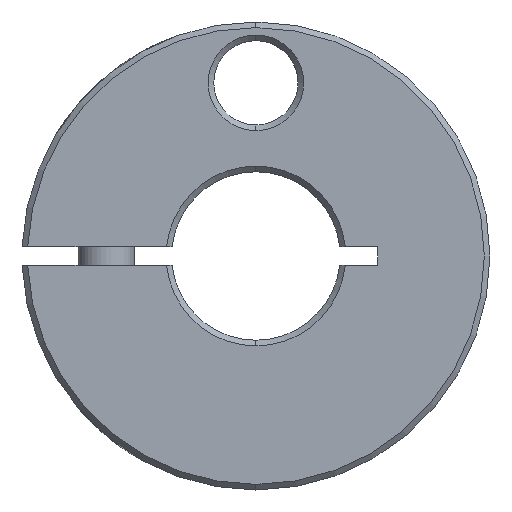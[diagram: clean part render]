
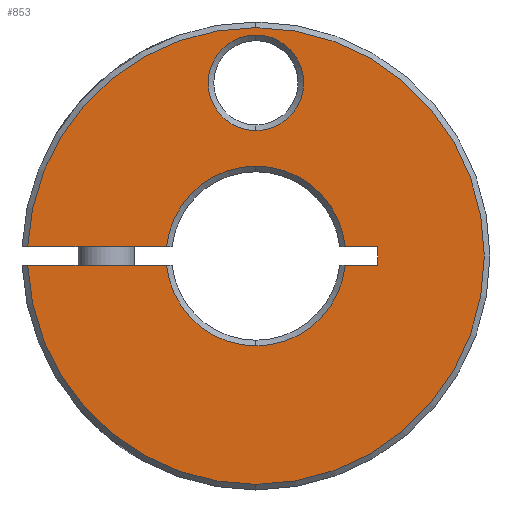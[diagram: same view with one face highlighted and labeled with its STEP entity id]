
A CAD part, front view. The second image highlights one B-rep face of the part: STEP entity #853.
In plain terms, the highlighted planar face has unit normal (0, -1, 0).
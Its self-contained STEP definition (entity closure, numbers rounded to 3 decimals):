
#387=EDGE_CURVE('',#801,#933,#1075,.T.);
#401=EDGE_CURVE('',#457,#795,#1090,.T.);
#457=VERTEX_POINT('',#1150);
#465=EDGE_CURVE('',#495,#593,#1159,.T.);
#477=EDGE_CURVE('',#499,#495,#1171,.T.);
#495=VERTEX_POINT('',#1190);
#499=VERTEX_POINT('',#1194);
#503=EDGE_CURVE('',#611,#941,#1198,.T.);
#593=VERTEX_POINT('',#1301);
#611=VERTEX_POINT('',#1319);
#613=VERTEX_POINT('',#1321);
#695=EDGE_CURVE('',#743,#593,#1410,.T.);
#699=EDGE_CURVE('',#801,#611,#1415,.T.);
#701=EDGE_CURVE('',#933,#613,#1417,.T.);
#735=EDGE_CURVE('',#613,#499,#1455,.T.);
#743=VERTEX_POINT('',#1464);
#755=EDGE_CURVE('',#457,#743,#1476,.T.);
#781=EDGE_CURVE('',#893,#941,#1503,.T.);
#795=VERTEX_POINT('',#1517);
#797=EDGE_CURVE('',#1019,#921,#1519,.T.);
#801=VERTEX_POINT('',#1523);
#835=EDGE_CURVE('',#795,#893,#1564,.T.);
#853=ADVANCED_FACE('',(#1585,#1586),#1587,.T.);
#893=VERTEX_POINT('',#1634);
#921=VERTEX_POINT('',#1664);
#933=VERTEX_POINT('',#1677);
#941=VERTEX_POINT('',#1685);
#973=EDGE_CURVE('',#921,#1019,#1721,.T.);
#1019=VERTEX_POINT('',#1777);
#1075=LINE('',#1854,#1855);
#1090=LINE('',#1874,#1875);
#1150=CARTESIAN_POINT('',(9.548,-13.0,1.0));
#1159=LINE('',#1990,#1991);
#1171=CIRCLE('',#2027,24.4);
#1190=CARTESIAN_POINT('',(-24.379,-13.0,1.0));
#1194=CARTESIAN_POINT('',(0.,-13.,24.4));
#1198=CIRCLE('',#2079,9.6);
#1301=CARTESIAN_POINT('',(-9.548,-13.0,1.0));
#1319=CARTESIAN_POINT('',(0.,-13.,-9.6));
#1321=CARTESIAN_POINT('',(0.,-13.,-24.4));
#1410=CIRCLE('',#2381,9.6);
#1415=CIRCLE('',#2387,9.6);
#1417=CIRCLE('',#2390,24.4);
#1455=CIRCLE('',#2456,24.4);
#1464=CARTESIAN_POINT('',(0.,-13.,9.6));
#1476=CIRCLE('',#2491,9.6);
#1503=LINE('',#2543,#2544);
#1517=CARTESIAN_POINT('',(13.0,-13.0,1.0));
#1519=CIRCLE('',#2566,5.1);
#1523=CARTESIAN_POINT('',(-9.548,-13.0,-1.0));
#1564=LINE('',#2658,#2659);
#1585=FACE_BOUND('',#2686,.T.);
#1586=FACE_OUTER_BOUND('',#2687,.T.);
#1587=PLANE('',#2688);
#1634=CARTESIAN_POINT('',(13.0,-13.0,-1.0));
#1664=CARTESIAN_POINT('',(0.,-13.,23.6));
#1677=CARTESIAN_POINT('',(-24.379,-13.0,-1.0));
#1685=CARTESIAN_POINT('',(9.548,-13.0,-1.0));
#1721=CIRCLE('',#2972,5.1);
#1777=CARTESIAN_POINT('',(0.,-13.,13.4));
#1854=CARTESIAN_POINT('',(6.5,-13.,-1.0));
#1855=VECTOR('',#3103,1.0);
#1874=CARTESIAN_POINT('',(-12.5,-13.,1.0));
#1875=VECTOR('',#3116,1.0);
#1990=CARTESIAN_POINT('',(-12.5,-13.,1.0));
#1991=VECTOR('',#3191,1.0);
#2027=AXIS2_PLACEMENT_3D('',#3196,#3197,#3198);
#2079=AXIS2_PLACEMENT_3D('',#3210,#3211,#3212);
#2381=AXIS2_PLACEMENT_3D('',#3452,#3453,#3454);
#2387=AXIS2_PLACEMENT_3D('',#3463,#3464,#3465);
#2390=AXIS2_PLACEMENT_3D('',#3466,#3467,#3468);
#2456=AXIS2_PLACEMENT_3D('',#3518,#3519,#3520);
#2491=AXIS2_PLACEMENT_3D('',#3538,#3539,#3540);
#2543=CARTESIAN_POINT('',(6.5,-13.,-1.0));
#2544=VECTOR('',#3561,1.0);
#2566=AXIS2_PLACEMENT_3D('',#3567,#3568,#3569);
#2658=CARTESIAN_POINT('',(13.0,-13.,9.));
#2659=VECTOR('',#3623,1.0);
#2686=EDGE_LOOP('',(#3653,#3654));
#2687=EDGE_LOOP('',(#3655,#3656,#3657,#3658,#3659,#3660,#3661,#3662,#3663,#3664,#3665,#3666));
#2688=AXIS2_PLACEMENT_3D('',#3667,#3668,#3669);
#2972=AXIS2_PLACEMENT_3D('',#3811,#3812,#3813);
#3103=DIRECTION('',(-1.0,0.,0.));
#3116=DIRECTION('',(1.0,0.,0.));
#3191=DIRECTION('',(1.0,0.,0.));
#3196=CARTESIAN_POINT('',(0.,-13.,0.));
#3197=DIRECTION('',(0.,-1.0,0.));
#3198=DIRECTION('',(0.,0.,1.0));
#3210=CARTESIAN_POINT('',(0.,-13.,0.));
#3211=DIRECTION('',(0.,-1.0,0.));
#3212=DIRECTION('',(0.,0.,1.0));
#3452=CARTESIAN_POINT('',(0.,-13.,0.));
#3453=DIRECTION('',(0.,-1.0,0.));
#3454=DIRECTION('',(0.,0.,1.0));
#3463=CARTESIAN_POINT('',(0.,-13.,0.));
#3464=DIRECTION('',(0.,-1.0,0.));
#3465=DIRECTION('',(0.,0.,1.0));
#3466=CARTESIAN_POINT('',(0.,-13.,0.));
#3467=DIRECTION('',(0.,-1.0,0.));
#3468=DIRECTION('',(0.,0.,1.0));
#3518=CARTESIAN_POINT('',(0.,-13.,0.));
#3519=DIRECTION('',(0.,-1.0,0.));
#3520=DIRECTION('',(0.,0.,1.0));
#3538=CARTESIAN_POINT('',(0.,-13.,0.));
#3539=DIRECTION('',(0.,-1.0,0.));
#3540=DIRECTION('',(0.,0.,1.0));
#3561=DIRECTION('',(-1.0,0.,0.));
#3567=CARTESIAN_POINT('',(0.,-13.,18.5));
#3568=DIRECTION('',(0.,1.0,0.));
#3569=DIRECTION('',(0.,0.,1.0));
#3623=DIRECTION('',(0.,0.,-1.0));
#3653=ORIENTED_EDGE('',*,*,#973,.T.);
#3654=ORIENTED_EDGE('',*,*,#797,.T.);
#3655=ORIENTED_EDGE('',*,*,#401,.T.);
#3656=ORIENTED_EDGE('',*,*,#835,.T.);
#3657=ORIENTED_EDGE('',*,*,#781,.T.);
#3658=ORIENTED_EDGE('',*,*,#503,.F.);
#3659=ORIENTED_EDGE('',*,*,#699,.F.);
#3660=ORIENTED_EDGE('',*,*,#387,.T.);
#3661=ORIENTED_EDGE('',*,*,#701,.T.);
#3662=ORIENTED_EDGE('',*,*,#735,.T.);
#3663=ORIENTED_EDGE('',*,*,#477,.T.);
#3664=ORIENTED_EDGE('',*,*,#465,.T.);
#3665=ORIENTED_EDGE('',*,*,#695,.F.);
#3666=ORIENTED_EDGE('',*,*,#755,.F.);
#3667=CARTESIAN_POINT('',(0.,-13.,17.));
#3668=DIRECTION('',(0.,-1.0,0.));
#3669=DIRECTION('',(0.,0.,1.0));
#3811=CARTESIAN_POINT('',(0.,-13.,18.5));
#3812=DIRECTION('',(0.,1.0,0.));
#3813=DIRECTION('',(0.,0.,1.0));
